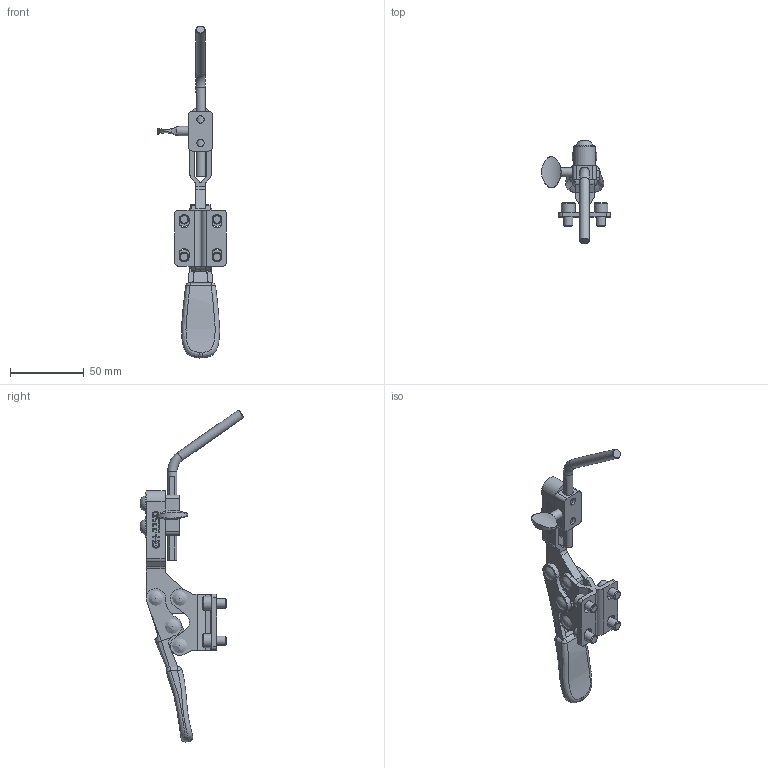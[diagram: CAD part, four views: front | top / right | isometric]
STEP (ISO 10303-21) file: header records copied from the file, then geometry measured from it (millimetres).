
FILE_DESCRIPTION(/* description */ (''),/* implementation_level */ '2;1');
FILE_NAME(/* name */ 'GH-225D-LF.stp',/* time_stamp */ '2023-02-07T08:21:34-05:00',/* author */ ('rwoods'),/* organization */ (''),/* preprocessor_version */ 'ST-DEVELOPER v19.2',/* originating_system */ 'Autodesk Inventor 2023',/* authorisation */ '');
FILE_SCHEMA (('AUTOMOTIVE_DESIGN { 1 0 10303 214 3 1 1 }'));
Length unit declared in the file: inch
Products named in the file (16): GH-225D-LF; GH-225D; Part_3373; Part_3372; Part_3371; Part_3369; Part_3370; Part_4551; Part_5719; Part_145106; SHCS_UNC; 5-16-LF; Finger Support 5-16 RevC; Finger 1; ANSI B18.17 - 1/4-20 UNC - 0.5; Flanged, Button Head Cap Screw, 1/4-20 UNC X 0.5
Assembly tree (19 placements, depth 3):
  GH-225D-LF
    GH-225D
      Part_3373
      Part_3372
      Part_3371
      Part_3369
      Part_3370
      Part_4551
      Part_5719
      Part_145106
    SHCS_UNC  x4
    5-16-LF
      Finger Support 5-16 RevC
      Finger 1
      ANSI B18.17 - 1/4-20 UNC - 0.5
      Flanged, Button Head Cap Screw, 1/4-20 UNC X 0.5  x2
Bounding box: 46.65 x 70.07 x 224.91 mm (x, y, z)
Volume: 47919 mm3; surface area: 38305.2 mm2
Topology: 17 solids, 17 shells, 579 faces, 1546 edges, 1008 vertices
Faces by surface type: plane 285, bspline 152, cylinder 116, cone 19, sphere 6, torus 1
Full cylindrical faces by diameter (mm): 4.978 x6, 6.3 x4, 6.35 x19, 6.477 x1, 9.398 x4, 14.224 x2
Entity records: 23640 total; most frequent: CARTESIAN_POINT 10316, ORIENTED_EDGE 2844, DIRECTION 2202, EDGE_CURVE 1422, VERTEX_POINT 935, LINE 800, VECTOR 800, AXIS2_PLACEMENT_3D 701
